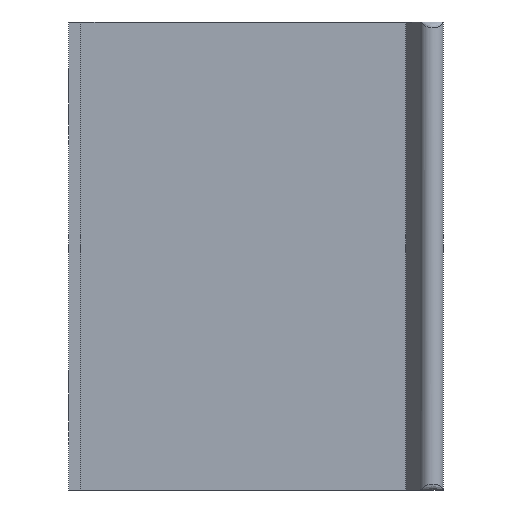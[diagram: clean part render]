
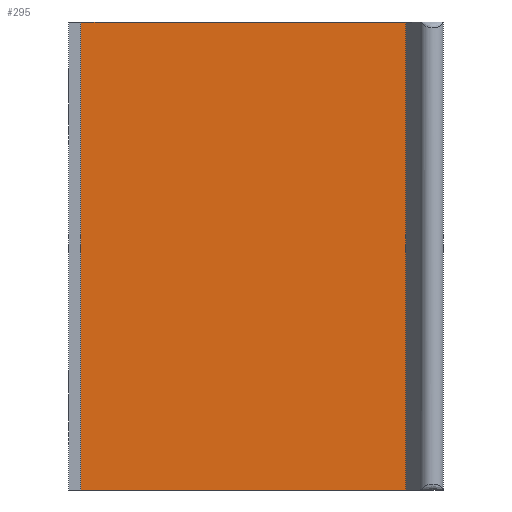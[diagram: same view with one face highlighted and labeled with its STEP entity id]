
A CAD part, front view. The second image highlights one B-rep face of the part: STEP entity #295.
In plain terms, the highlighted planar face has unit normal (0, -1, 0).
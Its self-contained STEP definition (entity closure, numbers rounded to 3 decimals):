
#24=PLANE('',#339);
#49=FACE_OUTER_BOUND('',#67,.T.);
#67=EDGE_LOOP('',(#257,#258,#259,#260));
#83=LINE('',#682,#109);
#93=LINE('',#704,#119);
#94=LINE('',#707,#120);
#95=LINE('',#708,#121);
#109=VECTOR('',#383,10.);
#119=VECTOR('',#405,10.);
#120=VECTOR('',#408,10.);
#121=VECTOR('',#409,10.);
#151=VERTEX_POINT('',#679);
#152=VERTEX_POINT('',#681);
#158=VERTEX_POINT('',#702);
#159=VERTEX_POINT('',#706);
#183=EDGE_CURVE('',#151,#152,#83,.T.);
#195=EDGE_CURVE('',#151,#158,#93,.T.);
#196=EDGE_CURVE('',#159,#158,#94,.T.);
#197=EDGE_CURVE('',#152,#159,#95,.T.);
#257=ORIENTED_EDGE('',*,*,#183,.F.);
#258=ORIENTED_EDGE('',*,*,#195,.T.);
#259=ORIENTED_EDGE('',*,*,#196,.F.);
#260=ORIENTED_EDGE('',*,*,#197,.F.);
#295=ADVANCED_FACE('',(#49),#24,.T.);
#339=AXIS2_PLACEMENT_3D('',#705,#406,#407);
#383=DIRECTION('',(-1.,0.,0.));
#405=DIRECTION('',(0.,0.,1.));
#406=DIRECTION('center_axis',(0.,-1.,0.));
#407=DIRECTION('ref_axis',(1.,0.,0.));
#408=DIRECTION('',(1.,0.,0.));
#409=DIRECTION('',(0.,0.,1.));
#679=CARTESIAN_POINT('',(16.,-1.3,0.));
#681=CARTESIAN_POINT('',(-18.7,-1.3,0.));
#682=CARTESIAN_POINT('',(16.,-1.3,0.));
#702=CARTESIAN_POINT('',(16.,-1.3,50.));
#704=CARTESIAN_POINT('',(16.,-1.3,0.));
#705=CARTESIAN_POINT('Origin',(-18.7,-1.3,0.));
#706=CARTESIAN_POINT('',(-18.7,-1.3,50.));
#707=CARTESIAN_POINT('',(16.,-1.3,50.));
#708=CARTESIAN_POINT('',(-18.7,-1.3,0.));
